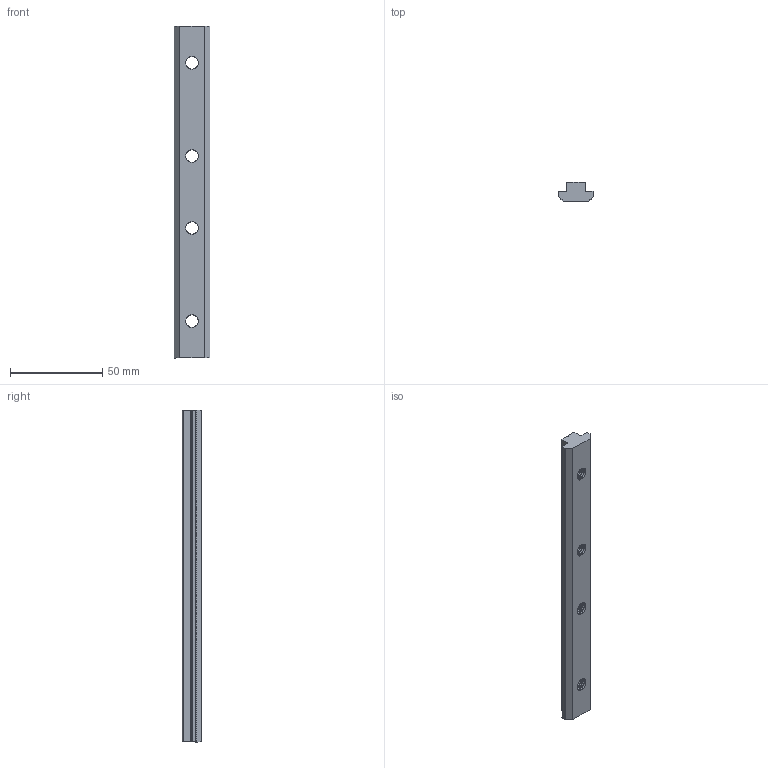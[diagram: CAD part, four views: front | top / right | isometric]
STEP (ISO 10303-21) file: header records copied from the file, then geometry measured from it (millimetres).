
FILE_DESCRIPTION (( 'STEP AP214' ), '1' );
FILE_NAME ('45槽条连接件（欧标）.STEP', '2019-07-26T00:49:49', ( '微软用户' ), ( '微软中国' ), 'SwSTEP 2.0', 'SolidWorks 2015', '' );
FILE_SCHEMA (( 'AUTOMOTIVE_DESIGN' ));
Length unit declared in the file: millimetre
Products named in the file (1): 45羞沭蟀諉璃ㄗ韁梓ㄘ
Bounding box: 19.5 x 10.5 x 180 mm (x, y, z)
Volume: 24266.7 mm3; surface area: 11499.9 mm2
Topology: 1 solids, 1 shells, 350 faces, 1021 edges, 678 vertices
Faces by surface type: cylinder 153, plane 153, bspline 44
Entity records: 23176 total; most frequent: CARTESIAN_POINT 14775, ORIENTED_EDGE 2042, DIRECTION 1276, EDGE_CURVE 1021, VERTEX_POINT 678, VECTOR 578, LINE 578, B_SPLINE_CURVE_WITH_KNOTS 373
